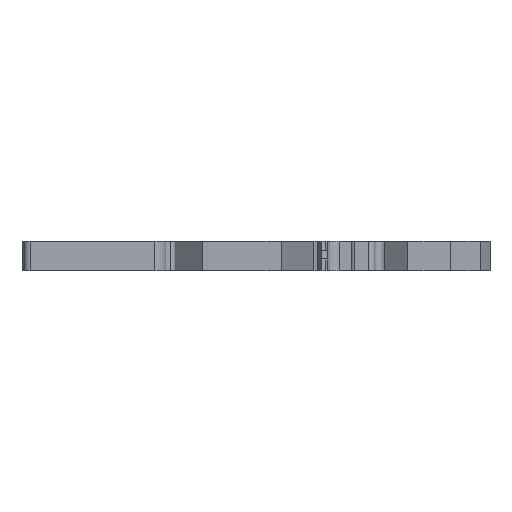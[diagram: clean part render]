
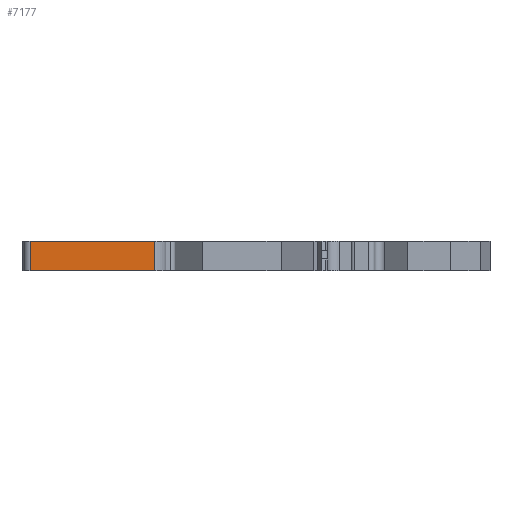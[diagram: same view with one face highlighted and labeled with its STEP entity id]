
A CAD part, front view. The second image highlights one B-rep face of the part: STEP entity #7177.
In plain terms, the highlighted planar face has unit normal (0, -1, 0).
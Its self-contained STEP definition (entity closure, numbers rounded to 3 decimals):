
#2072=DIRECTION('',(0.,0.,-1.));
#2073=VECTOR('',#2072,5.);
#2074=CARTESIAN_POINT('',(-38.8,0.,0.));
#2075=LINE('',#2074,#2073);
#2076=DIRECTION('',(1.,0.,0.));
#2077=VECTOR('',#2076,21.05);
#2078=CARTESIAN_POINT('',(-38.8,0.,0.));
#2079=LINE('',#2078,#2077);
#2080=DIRECTION('',(0.,0.,-1.));
#2081=VECTOR('',#2080,5.);
#2082=CARTESIAN_POINT('',(-17.75,0.,0.));
#2083=LINE('',#2082,#2081);
#2084=DIRECTION('',(-1.,0.,0.));
#2085=VECTOR('',#2084,21.05);
#2086=CARTESIAN_POINT('',(-17.75,0.,-5.));
#2087=LINE('',#2086,#2085);
#3973=CARTESIAN_POINT('',(-17.75,0.,0.));
#3974=VERTEX_POINT('',#3973);
#3975=CARTESIAN_POINT('',(-38.8,0.,0.));
#3976=VERTEX_POINT('',#3975);
#4583=CARTESIAN_POINT('',(-38.8,0.,-5.));
#4584=VERTEX_POINT('',#4583);
#4585=CARTESIAN_POINT('',(-17.75,0.,-5.));
#4586=VERTEX_POINT('',#4585);
#7165=CARTESIAN_POINT('',(-28.275,0.,-2.5));
#7166=DIRECTION('',(0.,1.,0.));
#7167=DIRECTION('',(1.,0.,0.));
#7168=AXIS2_PLACEMENT_3D('',#7165,#7166,#7167);
#7169=PLANE('',#7168);
#7170=ORIENTED_EDGE('',*,*,#7158,.F.);
#7171=ORIENTED_EDGE('',*,*,#5454,.T.);
#7173=ORIENTED_EDGE('',*,*,#7172,.T.);
#7174=ORIENTED_EDGE('',*,*,#6083,.T.);
#7175=EDGE_LOOP('',(#7170,#7171,#7173,#7174));
#7176=FACE_OUTER_BOUND('',#7175,.F.);
#5454=EDGE_CURVE('',#3976,#3974,#2079,.T.);
#6083=EDGE_CURVE('',#4586,#4584,#2087,.T.);
#7158=EDGE_CURVE('',#3976,#4584,#2075,.T.);
#7172=EDGE_CURVE('',#3974,#4586,#2083,.T.);
#7177=ADVANCED_FACE('',(#7176),#7169,.F.);
